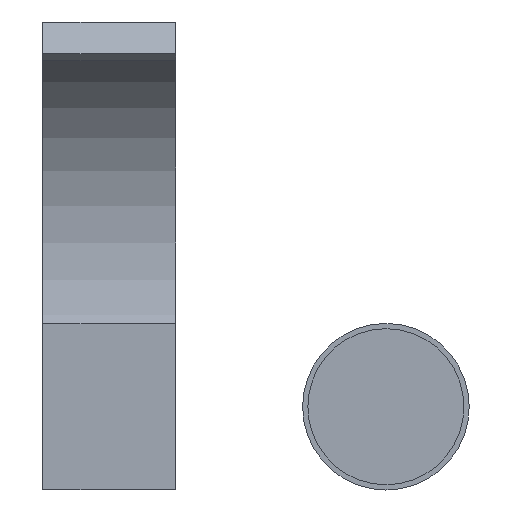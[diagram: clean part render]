
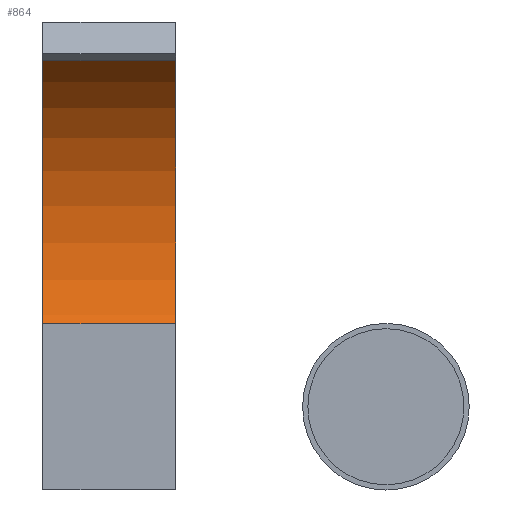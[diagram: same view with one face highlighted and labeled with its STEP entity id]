
A CAD part, front view. The second image highlights one B-rep face of the part: STEP entity #864.
In plain terms, the highlighted cylindrical face has radius 76.1 mm (diameter 152.2 mm), a partial arc.
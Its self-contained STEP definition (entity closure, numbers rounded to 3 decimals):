
#58 = LINE ( 'NONE', #488, #1145 ) ;
#69 = CARTESIAN_POINT ( 'NONE',  ( 24., 43.271, 148.476 ) ) ;
#136 = EDGE_CURVE ( 'NONE', #889, #685, #441, .T. ) ;
#138 = CARTESIAN_POINT ( 'NONE',  ( -24., 5., 82.7 ) ) ;
#262 = VERTEX_POINT ( 'NONE', #307 ) ;
#265 = DIRECTION ( 'NONE',  ( 0., 0., -1. ) ) ;
#291 = EDGE_CURVE ( 'NONE', #889, #262, #1230, .T. ) ;
#307 = CARTESIAN_POINT ( 'NONE',  ( -24., 43.271, 148.476 ) ) ;
#326 = CARTESIAN_POINT ( 'NONE',  ( 24., 43.271, 148.476 ) ) ;
#361 = DIRECTION ( 'NONE',  ( -1., 0., 0. ) ) ;
#369 = CYLINDRICAL_SURFACE ( 'NONE', #1062, 76.1 ) ;
#417 = CARTESIAN_POINT ( 'NONE',  ( -24., 5., 6.6 ) ) ;
#436 = ORIENTED_EDGE ( 'NONE', *, *, #136, .F. ) ;
#441 = CIRCLE ( 'NONE', #1224, 76.1 ) ;
#481 = EDGE_CURVE ( 'NONE', #685, #1080, #58, .T. ) ;
#488 = CARTESIAN_POINT ( 'NONE',  ( 24., 5., 6.6 ) ) ;
#519 = EDGE_CURVE ( 'NONE', #262, #1080, #862, .T. ) ;
#522 = VECTOR ( 'NONE', #806, 1000. ) ;
#563 = FACE_OUTER_BOUND ( 'NONE', #578, .T. ) ;
#578 = EDGE_LOOP ( 'NONE', ( #1142, #1165, #436, #596 ) ) ;
#596 = ORIENTED_EDGE ( 'NONE', *, *, #291, .T. ) ;
#603 = DIRECTION ( 'NONE',  ( -1., 0., 0. ) ) ;
#685 = VERTEX_POINT ( 'NONE', #775 ) ;
#746 = DIRECTION ( 'NONE',  ( 0., 0., 1. ) ) ;
#774 = AXIS2_PLACEMENT_3D ( 'NONE', #138, #361, #265 ) ;
#775 = CARTESIAN_POINT ( 'NONE',  ( 24., 5., 6.6 ) ) ;
#806 = DIRECTION ( 'NONE',  ( -1., 0., 0. ) ) ;
#860 = CARTESIAN_POINT ( 'NONE',  ( 24., 5., 82.7 ) ) ;
#862 = CIRCLE ( 'NONE', #774, 76.1 ) ;
#864 = ADVANCED_FACE ( 'NONE', ( #563 ), #369, .F. ) ;
#889 = VERTEX_POINT ( 'NONE', #69 ) ;
#905 = DIRECTION ( 'NONE',  ( 0., 0., -1. ) ) ;
#979 = DIRECTION ( 'NONE',  ( -1., 0., 0. ) ) ;
#1062 = AXIS2_PLACEMENT_3D ( 'NONE', #860, #979, #746 ) ;
#1080 = VERTEX_POINT ( 'NONE', #417 ) ;
#1142 = ORIENTED_EDGE ( 'NONE', *, *, #519, .T. ) ;
#1145 = VECTOR ( 'NONE', #603, 1000. ) ;
#1165 = ORIENTED_EDGE ( 'NONE', *, *, #481, .F. ) ;
#1224 = AXIS2_PLACEMENT_3D ( 'NONE', #1427, #1334, #905 ) ;
#1230 = LINE ( 'NONE', #326, #522 ) ;
#1334 = DIRECTION ( 'NONE',  ( -1., 0., 0. ) ) ;
#1427 = CARTESIAN_POINT ( 'NONE',  ( 24., 5., 82.7 ) ) ;
